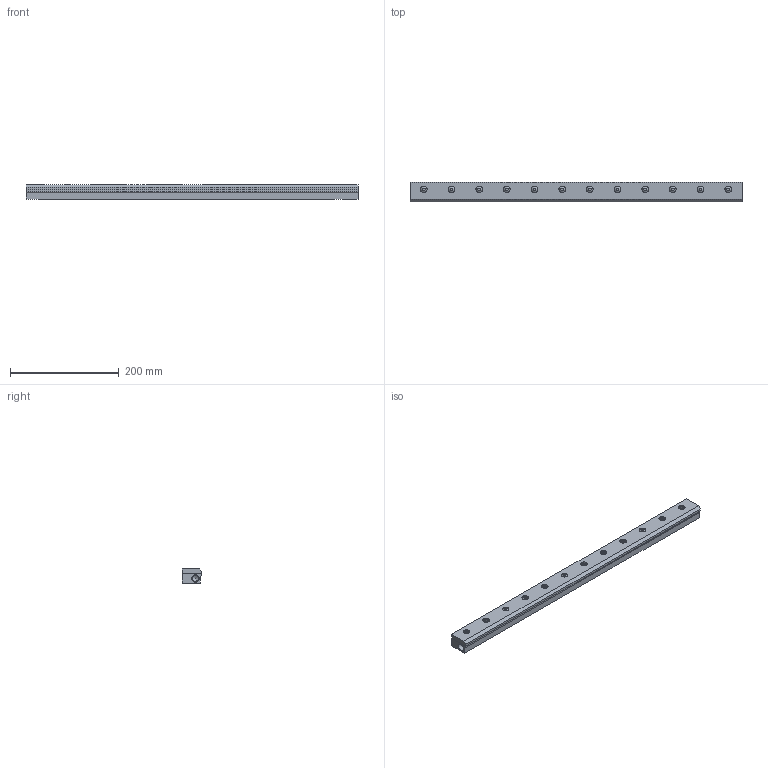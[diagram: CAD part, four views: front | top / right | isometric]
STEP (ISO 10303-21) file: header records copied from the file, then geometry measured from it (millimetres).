
FILE_DESCRIPTION((''),'2;1');
FILE_NAME('110024ss.stp','2007-10-31T09:12:10',('Dan Preston'),(''),'Autodesk Inventor 2008','Autodesk Inventor 2008','');
FILE_SCHEMA(('AUTOMOTIVE_DESIGN { 1 0 10303 214 1 1 1 1 }'));
Length unit declared in the file: inch
Products named in the file (15): 110024ss; 110024ss1; 110024ss2; 110024ss3; 110024ss4; 110024ss5; 110024ss6; 110024ss7; 110024ss8; 110024ss9; 110024ss10; 110024ss11; 110024ss12; 110024ss13; 110024ss14
Assembly tree (14 placements, depth 2):
  110024ss
    110024ss1
    110024ss2
    110024ss3
    110024ss4
    110024ss5
    110024ss6
    110024ss7
    110024ss8
    110024ss9
    110024ss10
    110024ss11
    110024ss12
    110024ss13
    110024ss14
Bounding box: 609.6 x 36.51 x 26.2 mm (x, y, z)
Volume: 536650.7 mm3; surface area: 134012 mm2
Topology: 14 solids, 14 shells, 247 faces, 536 edges, 357 vertices
Faces by surface type: plane 150, cylinder 63, cone 18, bspline 16
Full cylindrical faces by diameter (mm): 5.182 x12, 6.35 x12, 7.163 x12, 10.999 x3, 11.1 x12, 12.065 x12
Entity records: 7098 total; most frequent: CARTESIAN_POINT 1597, DIRECTION 1093, ORIENTED_EDGE 822, EDGE_LOOP 435, AXIS2_PLACEMENT_3D 422, EDGE_CURVE 411, VERTEX_POINT 328, VECTOR 249
